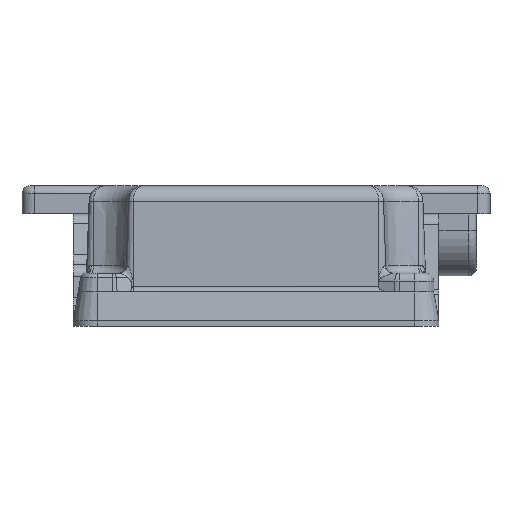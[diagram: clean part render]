
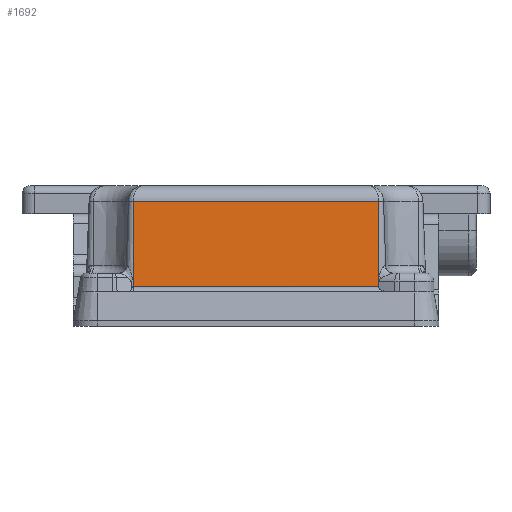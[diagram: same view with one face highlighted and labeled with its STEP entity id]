
A CAD part, left-side view. The second image highlights one B-rep face of the part: STEP entity #1692.
In plain terms, the highlighted planar face has unit normal (-0.999, 0, 0.035).
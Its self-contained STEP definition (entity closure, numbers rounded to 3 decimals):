
#274 = DIRECTION ( 'NONE',  ( 0., -1., 0. ) ) ;
#321 = VERTEX_POINT ( 'NONE', #13991 ) ;
#497 = EDGE_CURVE ( 'NONE', #13418, #2144, #15023, .T. ) ;
#870 = CARTESIAN_POINT ( 'NONE',  ( -91., -45.601, 0. ) ) ;
#1190 = VECTOR ( 'NONE', #12394, 1000. ) ;
#1400 = VERTEX_POINT ( 'NONE', #14754 ) ;
#1692 = ADVANCED_FACE ( 'NONE', ( #12520 ), #4104, .T. ) ;
#2144 = VERTEX_POINT ( 'NONE', #12353 ) ;
#2964 = DIRECTION ( 'NONE',  ( -0.999, 0., 0.035 ) ) ;
#3427 = CARTESIAN_POINT ( 'NONE',  ( -91., 45.601, 0. ) ) ;
#3546 = VECTOR ( 'NONE', #4891, 1000. ) ;
#3691 = CARTESIAN_POINT ( 'NONE',  ( -90.787, -45.567, 6.101 ) ) ;
#3832 = EDGE_CURVE ( 'NONE', #16616, #1400, #16878, .T. ) ;
#4104 = PLANE ( 'NONE',  #18233 ) ;
#4119 = VECTOR ( 'NONE', #6296, 1000. ) ;
#4497 = EDGE_CURVE ( 'NONE', #321, #16616, #5014, .T. ) ;
#4891 = DIRECTION ( 'NONE',  ( -0.035, 0., -0.999 ) ) ;
#5014 = LINE ( 'NONE', #870, #1190 ) ;
#5690 = CARTESIAN_POINT ( 'NONE',  ( -89.823, -45.601, 33.709 ) ) ;
#6296 = DIRECTION ( 'NONE',  ( -0.035, 0., -0.999 ) ) ;
#6531 = CARTESIAN_POINT ( 'NONE',  ( -90.788, -45.533, 6.064 ) ) ;
#6579 = CARTESIAN_POINT ( 'NONE',  ( -90.789, -45.501, 6.028 ) ) ;
#6851 = CARTESIAN_POINT ( 'NONE',  ( -90.933, 45.601, 1.93 ) ) ;
#7026 = DIRECTION ( 'NONE',  ( 0., 1., 0. ) ) ;
#7947 = LINE ( 'NONE', #14916, #4119 ) ;
#8738 = ORIENTED_EDGE ( 'NONE', *, *, #17181, .F. ) ;
#9429 = CARTESIAN_POINT ( 'NONE',  ( -90.789, -45.501, 6.028 ) ) ;
#10321 = LINE ( 'NONE', #16173, #14177 ) ;
#10520 = EDGE_LOOP ( 'NONE', ( #8738, #18194, #16296, #18491, #17463, #13484 ) ) ;
#12043 = VERTEX_POINT ( 'NONE', #6851 ) ;
#12341 = EDGE_CURVE ( 'NONE', #12043, #321, #10321, .T. ) ;
#12353 = CARTESIAN_POINT ( 'NONE',  ( -89.823, 45.601, 33.709 ) ) ;
#12394 = DIRECTION ( 'NONE',  ( 0.035, 0.017, 0.999 ) ) ;
#12520 = FACE_OUTER_BOUND ( 'NONE', #10520, .T. ) ;
#13045 = DIRECTION ( 'NONE',  ( 0.035, 0., 0.999 ) ) ;
#13418 = VERTEX_POINT ( 'NONE', #5690 ) ;
#13484 = ORIENTED_EDGE ( 'NONE', *, *, #3832, .T. ) ;
#13774 = CARTESIAN_POINT ( 'NONE',  ( -90.786, -45.601, 6.137 ) ) ;
#13991 = CARTESIAN_POINT ( 'NONE',  ( -90.933, -45.569, 1.93 ) ) ;
#14177 = VECTOR ( 'NONE', #274, 1000. ) ;
#14280 = EDGE_CURVE ( 'NONE', #2144, #12043, #15046, .T. ) ;
#14754 = CARTESIAN_POINT ( 'NONE',  ( -90.786, -45.601, 6.137 ) ) ;
#14916 = CARTESIAN_POINT ( 'NONE',  ( -91., -45.601, 0. ) ) ;
#15023 = LINE ( 'NONE', #15668, #18423 ) ;
#15046 = LINE ( 'NONE', #3427, #3546 ) ;
#15668 = CARTESIAN_POINT ( 'NONE',  ( -89.823, -45.601, 33.709 ) ) ;
#16173 = CARTESIAN_POINT ( 'NONE',  ( -90.933, -45.601, 1.93 ) ) ;
#16296 = ORIENTED_EDGE ( 'NONE', *, *, #14280, .T. ) ;
#16616 = VERTEX_POINT ( 'NONE', #6579 ) ;
#16878 =( BOUNDED_CURVE ( )  B_SPLINE_CURVE ( 3, ( #9429, #6531, #3691, #13774 ),
 .UNSPECIFIED., .F., .F. ) 
 B_SPLINE_CURVE_WITH_KNOTS ( ( 4, 4 ),
 ( 3.467, 3.487 ),
 .UNSPECIFIED. ) 
 CURVE ( )  GEOMETRIC_REPRESENTATION_ITEM ( )  RATIONAL_B_SPLINE_CURVE ( ( 1., 1., 1., 1. ) ) 
 REPRESENTATION_ITEM ( '' )  );
#17058 = CARTESIAN_POINT ( 'NONE',  ( -91., -45.601, 0. ) ) ;
#17181 = EDGE_CURVE ( 'NONE', #13418, #1400, #7947, .T. ) ;
#17463 = ORIENTED_EDGE ( 'NONE', *, *, #4497, .T. ) ;
#18194 = ORIENTED_EDGE ( 'NONE', *, *, #497, .T. ) ;
#18233 = AXIS2_PLACEMENT_3D ( 'NONE', #17058, #2964, #13045 ) ;
#18423 = VECTOR ( 'NONE', #7026, 1000. ) ;
#18491 = ORIENTED_EDGE ( 'NONE', *, *, #12341, .T. ) ;
